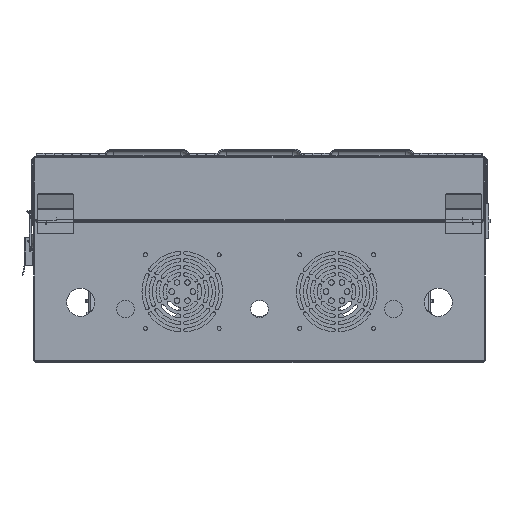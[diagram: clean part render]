
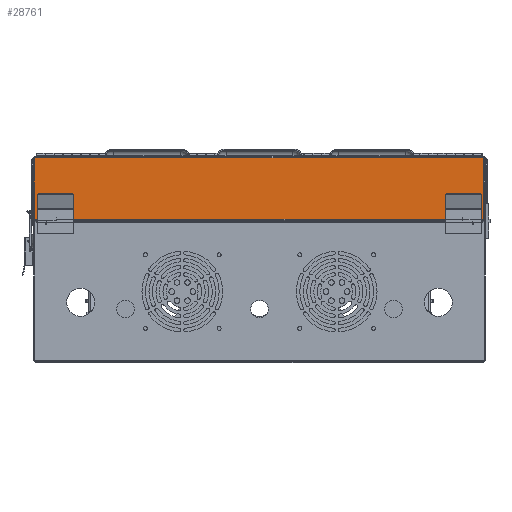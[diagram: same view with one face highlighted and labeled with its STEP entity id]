
A CAD part, front view. The second image highlights one B-rep face of the part: STEP entity #28761.
In plain terms, the highlighted face is planar.
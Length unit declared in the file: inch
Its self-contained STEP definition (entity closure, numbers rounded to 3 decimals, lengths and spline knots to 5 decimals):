
#3593 = VECTOR ( 'NONE', #73884, 39.37008 ) ;
#5419 = DIRECTION ( 'NONE',  ( 0., 1., 0. ) ) ;
#5756 = DIRECTION ( 'NONE',  ( 0., 0., 1. ) ) ;
#6077 = CARTESIAN_POINT ( 'NONE',  ( 12.55906, 0., -13.37598 ) ) ;
#7501 = CARTESIAN_POINT ( 'NONE',  ( -11.37008, 3.44488, -13.37598 ) ) ;
#7632 = EDGE_CURVE ( 'NONE', #58872, #77724, #35290, .T. ) ;
#8521 = ORIENTED_EDGE ( 'NONE', *, *, #120570, .T. ) ;
#9374 = VERTEX_POINT ( 'NONE', #116682 ) ;
#10078 = EDGE_CURVE ( 'NONE', #74238, #103146, #114911, .T. ) ;
#15481 = CARTESIAN_POINT ( 'NONE',  ( -12.55906, 0.07874, -13.37598 ) ) ;
#17436 = ORIENTED_EDGE ( 'NONE', *, *, #45997, .F. ) ;
#19048 = VECTOR ( 'NONE', #27961, 39.37008 ) ;
#19875 = LINE ( 'NONE', #98079, #84769 ) ;
#21589 = ORIENTED_EDGE ( 'NONE', *, *, #126779, .F. ) ;
#22120 = CARTESIAN_POINT ( 'NONE',  ( 61.22407, 3.54331, -13.37598 ) ) ;
#22866 = LINE ( 'NONE', #55257, #64263 ) ;
#22895 = CARTESIAN_POINT ( 'NONE',  ( -12.65748, 0.07874, -13.37598 ) ) ;
#23245 = VERTEX_POINT ( 'NONE', #101006 ) ;
#23463 = ORIENTED_EDGE ( 'NONE', *, *, #7632, .F. ) ;
#23897 = DIRECTION ( 'NONE',  ( -1., 0., 0. ) ) ;
#25238 = DIRECTION ( 'NONE',  ( 0., 1., 0. ) ) ;
#25445 = ORIENTED_EDGE ( 'NONE', *, *, #121872, .F. ) ;
#25970 = EDGE_CURVE ( 'NONE', #103311, #70534, #31582, .T. ) ;
#27961 = DIRECTION ( 'NONE',  ( 0., 1., 0. ) ) ;
#28120 = VECTOR ( 'NONE', #65748, 39.37008 ) ;
#28761 = ADVANCED_FACE ( 'NONE', ( #78715 ), #87407, .T. ) ;
#30971 = CARTESIAN_POINT ( 'NONE',  ( 11.37008, 3.44488, -13.37598 ) ) ;
#31539 = EDGE_CURVE ( 'NONE', #77724, #70534, #118216, .T. ) ;
#31582 = LINE ( 'NONE', #22895, #3593 ) ;
#32078 = DIRECTION ( 'NONE',  ( -1., 0., 0. ) ) ;
#32712 = CARTESIAN_POINT ( 'NONE',  ( 12.55906, 0.07874, -13.37598 ) ) ;
#35290 = LINE ( 'NONE', #75688, #55234 ) ;
#43593 = CARTESIAN_POINT ( 'NONE',  ( -12.59843, 3.44488, -13.37598 ) ) ;
#43989 = EDGE_CURVE ( 'NONE', #107116, #116580, #57115, .T. ) ;
#44555 = LINE ( 'NONE', #64372, #118521 ) ;
#45997 = EDGE_CURVE ( 'NONE', #116580, #103527, #19875, .T. ) ;
#47323 = VECTOR ( 'NONE', #23897, 39.37008 ) ;
#47385 = CARTESIAN_POINT ( 'NONE',  ( -12.57874, 3.60236, -13.37598 ) ) ;
#48702 = VERTEX_POINT ( 'NONE', #15481 ) ;
#50656 = LINE ( 'NONE', #22120, #76978 ) ;
#52306 = EDGE_CURVE ( 'NONE', #48702, #107116, #22866, .T. ) ;
#55020 = CARTESIAN_POINT ( 'NONE',  ( -11.40945, 0., -13.37598 ) ) ;
#55172 = CARTESIAN_POINT ( 'NONE',  ( -12.59843, 3.44488, -13.37598 ) ) ;
#55234 = VECTOR ( 'NONE', #124201, 39.37008 ) ;
#55257 = CARTESIAN_POINT ( 'NONE',  ( 71.32045, 0.07874, -13.37598 ) ) ;
#55798 = LINE ( 'NONE', #96245, #68056 ) ;
#57115 = LINE ( 'NONE', #6077, #19048 ) ;
#57462 = ORIENTED_EDGE ( 'NONE', *, *, #61509, .F. ) ;
#58191 = CARTESIAN_POINT ( 'NONE',  ( -11.40945, 3.44488, -13.37598 ) ) ;
#58872 = VERTEX_POINT ( 'NONE', #128230 ) ;
#60397 = EDGE_LOOP ( 'NONE', ( #17436, #118544, #94291, #8521, #87686, #119982, #23463, #25445, #94230, #93435, #57462, #21589, #103464, #121320 ) ) ;
#61509 = EDGE_CURVE ( 'NONE', #124011, #23245, #50656, .T. ) ;
#63043 = AXIS2_PLACEMENT_3D ( 'NONE', #65384, #5756, #105932 ) ;
#63305 = CARTESIAN_POINT ( 'NONE',  ( -12.65748, 3.52362, -13.37598 ) ) ;
#64114 = CARTESIAN_POINT ( 'NONE',  ( 12.55906, 3.56299, -13.37598 ) ) ;
#64263 = VECTOR ( 'NONE', #84490, 39.37008 ) ;
#64372 = CARTESIAN_POINT ( 'NONE',  ( -11.37008, 0., -13.37598 ) ) ;
#64883 = EDGE_CURVE ( 'NONE', #103527, #9374, #71768, .T. ) ;
#65384 = CARTESIAN_POINT ( 'NONE',  ( -12.57874, 3.52362, -13.37598 ) ) ;
#65748 = DIRECTION ( 'NONE',  ( -1., 0., 0. ) ) ;
#68056 = VECTOR ( 'NONE', #5419, 39.37008 ) ;
#70534 = VERTEX_POINT ( 'NONE', #63305 ) ;
#71768 = LINE ( 'NONE', #122208, #122187 ) ;
#73227 = AXIS2_PLACEMENT_3D ( 'NONE', #93066, #103711, #105032 ) ;
#73884 = DIRECTION ( 'NONE',  ( 0., 1., 0. ) ) ;
#74238 = VERTEX_POINT ( 'NONE', #7501 ) ;
#75688 = CARTESIAN_POINT ( 'NONE',  ( -12.59843, 3.60236, -13.37598 ) ) ;
#76978 = VECTOR ( 'NONE', #32078, 39.37008 ) ;
#77724 = VERTEX_POINT ( 'NONE', #47385 ) ;
#78715 = FACE_OUTER_BOUND ( 'NONE', #60397, .T. ) ;
#82700 = DIRECTION ( 'NONE',  ( 1., 0., 0. ) ) ;
#84015 = LINE ( 'NONE', #43593, #122627 ) ;
#84490 = DIRECTION ( 'NONE',  ( 1., 0., 0. ) ) ;
#84636 = CARTESIAN_POINT ( 'NONE',  ( -12.65748, 0.07874, -13.37598 ) ) ;
#84769 = VECTOR ( 'NONE', #88840, 39.37008 ) ;
#87407 = PLANE ( 'NONE',  #73227 ) ;
#87686 = ORIENTED_EDGE ( 'NONE', *, *, #25970, .T. ) ;
#88840 = DIRECTION ( 'NONE',  ( -1., 0., 0. ) ) ;
#93066 = CARTESIAN_POINT ( 'NONE',  ( -12.59843, 0., -13.37598 ) ) ;
#93435 = ORIENTED_EDGE ( 'NONE', *, *, #114870, .F. ) ;
#94230 = ORIENTED_EDGE ( 'NONE', *, *, #10078, .F. ) ;
#94291 = ORIENTED_EDGE ( 'NONE', *, *, #52306, .F. ) ;
#94324 = VECTOR ( 'NONE', #25238, 39.37008 ) ;
#96245 = CARTESIAN_POINT ( 'NONE',  ( 11.37008, 0., -13.37598 ) ) ;
#98079 = CARTESIAN_POINT ( 'NONE',  ( -12.59843, 3.56299, -13.37598 ) ) ;
#101006 = CARTESIAN_POINT ( 'NONE',  ( -11.37008, 3.54331, -13.37598 ) ) ;
#103146 = VERTEX_POINT ( 'NONE', #58191 ) ;
#103311 = VERTEX_POINT ( 'NONE', #84636 ) ;
#103464 = ORIENTED_EDGE ( 'NONE', *, *, #115352, .T. ) ;
#103527 = VERTEX_POINT ( 'NONE', #130392 ) ;
#103711 = DIRECTION ( 'NONE',  ( 0., 0., -1. ) ) ;
#105032 = DIRECTION ( 'NONE',  ( -1., 0., 0. ) ) ;
#105198 = CARTESIAN_POINT ( 'NONE',  ( 11.37008, 3.54331, -13.37598 ) ) ;
#105932 = DIRECTION ( 'NONE',  ( -1., 0., 0. ) ) ;
#107116 = VERTEX_POINT ( 'NONE', #32712 ) ;
#114721 = CARTESIAN_POINT ( 'NONE',  ( -12.55906, 0.07874, -13.37598 ) ) ;
#114870 = EDGE_CURVE ( 'NONE', #23245, #74238, #44555, .T. ) ;
#114911 = LINE ( 'NONE', #55172, #28120 ) ;
#115352 = EDGE_CURVE ( 'NONE', #129450, #9374, #84015, .T. ) ;
#116066 = LINE ( 'NONE', #55020, #94324 ) ;
#116169 = DIRECTION ( 'NONE',  ( 0., -1., 0. ) ) ;
#116580 = VERTEX_POINT ( 'NONE', #64114 ) ;
#116682 = CARTESIAN_POINT ( 'NONE',  ( 11.40945, 3.44488, -13.37598 ) ) ;
#118216 = CIRCLE ( 'NONE', #63043, 0.07874 ) ;
#118521 = VECTOR ( 'NONE', #116169, 39.37008 ) ;
#118544 = ORIENTED_EDGE ( 'NONE', *, *, #43989, .F. ) ;
#119982 = ORIENTED_EDGE ( 'NONE', *, *, #31539, .F. ) ;
#120570 = EDGE_CURVE ( 'NONE', #48702, #103311, #124730, .T. ) ;
#121320 = ORIENTED_EDGE ( 'NONE', *, *, #64883, .F. ) ;
#121872 = EDGE_CURVE ( 'NONE', #103146, #58872, #116066, .T. ) ;
#122187 = VECTOR ( 'NONE', #124143, 39.37008 ) ;
#122208 = CARTESIAN_POINT ( 'NONE',  ( 11.40945, 0., -13.37598 ) ) ;
#122627 = VECTOR ( 'NONE', #82700, 39.37008 ) ;
#124011 = VERTEX_POINT ( 'NONE', #105198 ) ;
#124143 = DIRECTION ( 'NONE',  ( 0., -1., 0. ) ) ;
#124201 = DIRECTION ( 'NONE',  ( -1., 0., 0. ) ) ;
#124730 = LINE ( 'NONE', #114721, #47323 ) ;
#126779 = EDGE_CURVE ( 'NONE', #129450, #124011, #55798, .T. ) ;
#128230 = CARTESIAN_POINT ( 'NONE',  ( -11.40945, 3.60236, -13.37598 ) ) ;
#129450 = VERTEX_POINT ( 'NONE', #30971 ) ;
#130392 = CARTESIAN_POINT ( 'NONE',  ( 11.40945, 3.56299, -13.37598 ) ) ;
